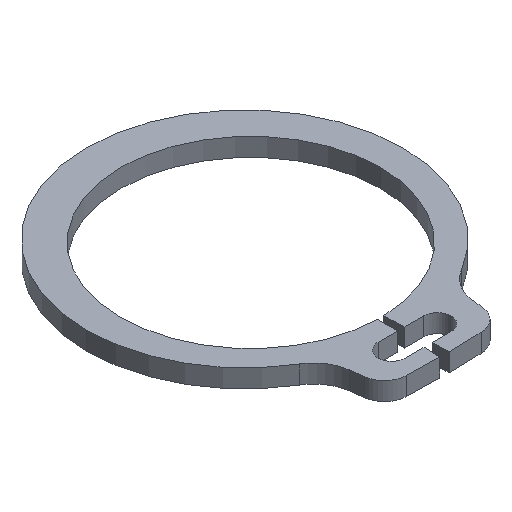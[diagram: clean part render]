
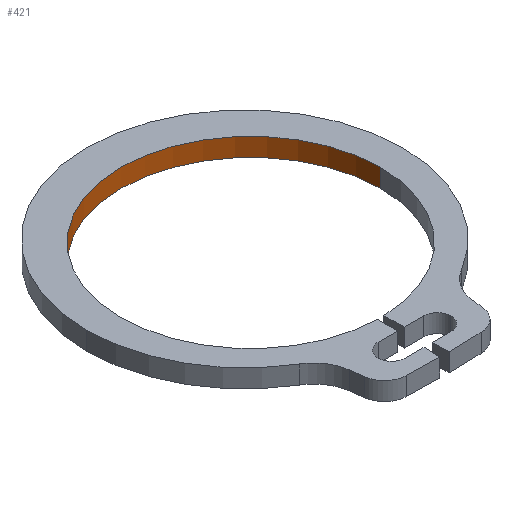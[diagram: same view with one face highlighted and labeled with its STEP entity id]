
A CAD part, isometric view. The second image highlights one B-rep face of the part: STEP entity #421.
In plain terms, the highlighted cylindrical face has radius 2.85 mm (diameter 5.7 mm), a partial arc.
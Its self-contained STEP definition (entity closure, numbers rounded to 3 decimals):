
#10 = AXIS2_PLACEMENT_3D ( 'NONE', #458, #204, #505 ) ;
#27 = CIRCLE ( 'NONE', #260, 2.85 ) ;
#50 = AXIS2_PLACEMENT_3D ( 'NONE', #766, #178, #695 ) ;
#62 = EDGE_CURVE ( 'NONE', #798, #344, #473, .T. ) ;
#88 = VECTOR ( 'NONE', #519, 1000. ) ;
#143 = FACE_OUTER_BOUND ( 'NONE', #347, .T. ) ;
#178 = DIRECTION ( 'NONE',  ( 0., 0., -1. ) ) ;
#204 = DIRECTION ( 'NONE',  ( 0., 0., 1. ) ) ;
#215 = EDGE_CURVE ( 'NONE', #372, #474, #27, .T. ) ;
#223 = DIRECTION ( 'NONE',  ( 0., 0., 1. ) ) ;
#260 = AXIS2_PLACEMENT_3D ( 'NONE', #565, #553, #852 ) ;
#296 = CARTESIAN_POINT ( 'NONE',  ( -2.85, 0., -0.4 ) ) ;
#327 = EDGE_CURVE ( 'NONE', #372, #798, #628, .T. ) ;
#335 = EDGE_CURVE ( 'NONE', #474, #344, #350, .T. ) ;
#344 = VERTEX_POINT ( 'NONE', #364 ) ;
#347 = EDGE_LOOP ( 'NONE', ( #682, #883, #909, #670 ) ) ;
#350 = LINE ( 'NONE', #729, #626 ) ;
#360 = CARTESIAN_POINT ( 'NONE',  ( 2.85, 0., -0.4 ) ) ;
#364 = CARTESIAN_POINT ( 'NONE',  ( 2.85, 0., 0. ) ) ;
#372 = VERTEX_POINT ( 'NONE', #296 ) ;
#421 = ADVANCED_FACE ( 'NONE', ( #143 ), #895, .F. ) ;
#458 = CARTESIAN_POINT ( 'NONE',  ( 0., 0., -0.4 ) ) ;
#473 = CIRCLE ( 'NONE', #50, 2.85 ) ;
#474 = VERTEX_POINT ( 'NONE', #360 ) ;
#505 = DIRECTION ( 'NONE',  ( 1., 0., 0. ) ) ;
#519 = DIRECTION ( 'NONE',  ( 0., 0., 1. ) ) ;
#553 = DIRECTION ( 'NONE',  ( 0., 0., -1. ) ) ;
#565 = CARTESIAN_POINT ( 'NONE',  ( 0., 0., -0.4 ) ) ;
#626 = VECTOR ( 'NONE', #223, 1000. ) ;
#628 = LINE ( 'NONE', #925, #88 ) ;
#670 = ORIENTED_EDGE ( 'NONE', *, *, #62, .F. ) ;
#682 = ORIENTED_EDGE ( 'NONE', *, *, #327, .F. ) ;
#695 = DIRECTION ( 'NONE',  ( 1., 0., 0. ) ) ;
#729 = CARTESIAN_POINT ( 'NONE',  ( 2.85, 0., -0.4 ) ) ;
#766 = CARTESIAN_POINT ( 'NONE',  ( 0., 0., 0. ) ) ;
#798 = VERTEX_POINT ( 'NONE', #835 ) ;
#835 = CARTESIAN_POINT ( 'NONE',  ( -2.85, 0., 0. ) ) ;
#852 = DIRECTION ( 'NONE',  ( 1., 0., 0. ) ) ;
#883 = ORIENTED_EDGE ( 'NONE', *, *, #215, .T. ) ;
#895 = CYLINDRICAL_SURFACE ( 'NONE', #10, 2.85 ) ;
#909 = ORIENTED_EDGE ( 'NONE', *, *, #335, .T. ) ;
#925 = CARTESIAN_POINT ( 'NONE',  ( -2.85, 0., -0.4 ) ) ;
